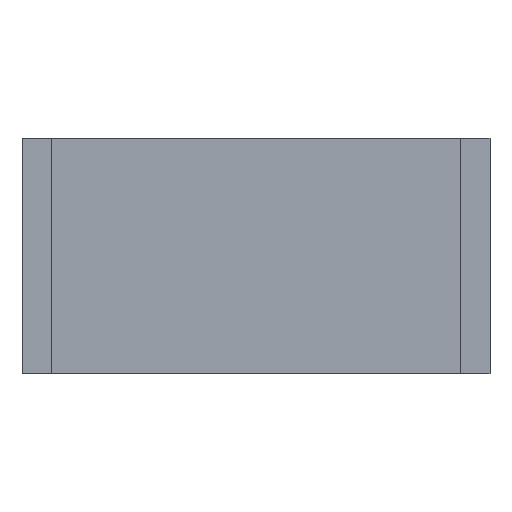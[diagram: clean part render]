
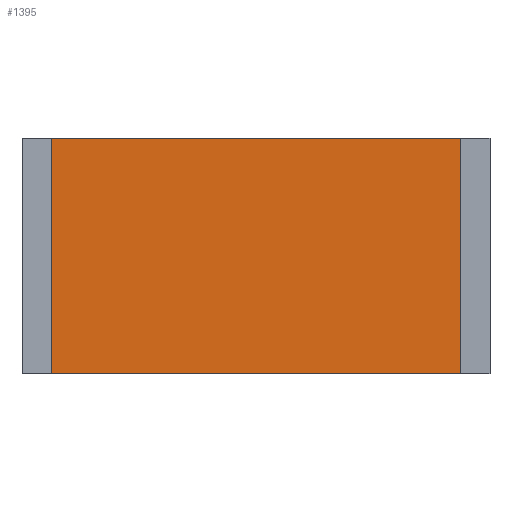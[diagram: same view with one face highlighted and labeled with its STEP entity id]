
A CAD part, top view. The second image highlights one B-rep face of the part: STEP entity #1395.
In plain terms, the highlighted planar face has unit normal (0, 0, 1).
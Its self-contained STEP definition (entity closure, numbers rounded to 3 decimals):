
#1081 = VERTEX_POINT('',#1082);
#1082 = CARTESIAN_POINT('',(0.,0.,0.065));
#1089 = PLANE('',#1090);
#1090 = AXIS2_PLACEMENT_3D('',#1091,#1092,#1093);
#1091 = CARTESIAN_POINT('',(0.,0.,0.));
#1092 = DIRECTION('',(1.,0.,-0.));
#1093 = DIRECTION('',(0.,0.,1.));
#1101 = PLANE('',#1102);
#1102 = AXIS2_PLACEMENT_3D('',#1103,#1104,#1105);
#1103 = CARTESIAN_POINT('',(0.,0.,0.));
#1104 = DIRECTION('',(-0.,1.,0.));
#1105 = DIRECTION('',(0.,0.,1.));
#1142 = VERTEX_POINT('',#1143);
#1143 = CARTESIAN_POINT('',(0.,3.25,0.065));
#1157 = PLANE('',#1158);
#1158 = AXIS2_PLACEMENT_3D('',#1159,#1160,#1161);
#1159 = CARTESIAN_POINT('',(0.,3.25,0.));
#1160 = DIRECTION('',(-0.,1.,0.));
#1161 = DIRECTION('',(0.,0.,1.));
#1169 = EDGE_CURVE('',#1081,#1142,#1170,.T.);
#1170 = SURFACE_CURVE('',#1171,(#1175,#1182),.PCURVE_S1.);
#1171 = LINE('',#1172,#1173);
#1172 = CARTESIAN_POINT('',(0.,0.,0.065));
#1173 = VECTOR('',#1174,1.);
#1174 = DIRECTION('',(-0.,1.,0.));
#1175 = PCURVE('',#1089,#1176);
#1176 = DEFINITIONAL_REPRESENTATION('',(#1177),#1181);
#1177 = LINE('',#1178,#1179);
#1178 = CARTESIAN_POINT('',(0.065,0.));
#1179 = VECTOR('',#1180,1.);
#1180 = DIRECTION('',(0.,-1.));
#1181 = ( GEOMETRIC_REPRESENTATION_CONTEXT(2) 
PARAMETRIC_REPRESENTATION_CONTEXT() REPRESENTATION_CONTEXT('2D SPACE',''
  ) );
#1182 = PCURVE('',#1183,#1188);
#1183 = PLANE('',#1184);
#1184 = AXIS2_PLACEMENT_3D('',#1185,#1186,#1187);
#1185 = CARTESIAN_POINT('',(0.,0.,0.065));
#1186 = DIRECTION('',(0.,0.,1.));
#1187 = DIRECTION('',(1.,0.,-0.));
#1188 = DEFINITIONAL_REPRESENTATION('',(#1189),#1193);
#1189 = LINE('',#1190,#1191);
#1190 = CARTESIAN_POINT('',(0.,0.));
#1191 = VECTOR('',#1192,1.);
#1192 = DIRECTION('',(0.,1.));
#1193 = ( GEOMETRIC_REPRESENTATION_CONTEXT(2) 
PARAMETRIC_REPRESENTATION_CONTEXT() REPRESENTATION_CONTEXT('2D SPACE',''
  ) );
#1201 = VERTEX_POINT('',#1202);
#1202 = CARTESIAN_POINT('',(5.65,0.,0.065));
#1209 = PLANE('',#1210);
#1210 = AXIS2_PLACEMENT_3D('',#1211,#1212,#1213);
#1211 = CARTESIAN_POINT('',(5.65,0.,0.));
#1212 = DIRECTION('',(1.,0.,-0.));
#1213 = DIRECTION('',(0.,0.,1.));
#1252 = VERTEX_POINT('',#1253);
#1253 = CARTESIAN_POINT('',(5.65,3.25,0.065));
#1274 = EDGE_CURVE('',#1201,#1252,#1275,.T.);
#1275 = SURFACE_CURVE('',#1276,(#1280,#1287),.PCURVE_S1.);
#1276 = LINE('',#1277,#1278);
#1277 = CARTESIAN_POINT('',(5.65,0.,0.065));
#1278 = VECTOR('',#1279,1.);
#1279 = DIRECTION('',(-0.,1.,0.));
#1280 = PCURVE('',#1209,#1281);
#1281 = DEFINITIONAL_REPRESENTATION('',(#1282),#1286);
#1282 = LINE('',#1283,#1284);
#1283 = CARTESIAN_POINT('',(0.065,0.));
#1284 = VECTOR('',#1285,1.);
#1285 = DIRECTION('',(0.,-1.));
#1286 = ( GEOMETRIC_REPRESENTATION_CONTEXT(2) 
PARAMETRIC_REPRESENTATION_CONTEXT() REPRESENTATION_CONTEXT('2D SPACE',''
  ) );
#1287 = PCURVE('',#1183,#1288);
#1288 = DEFINITIONAL_REPRESENTATION('',(#1289),#1293);
#1289 = LINE('',#1290,#1291);
#1290 = CARTESIAN_POINT('',(5.65,0.));
#1291 = VECTOR('',#1292,1.);
#1292 = DIRECTION('',(0.,1.));
#1293 = ( GEOMETRIC_REPRESENTATION_CONTEXT(2) 
PARAMETRIC_REPRESENTATION_CONTEXT() REPRESENTATION_CONTEXT('2D SPACE',''
  ) );
#1320 = EDGE_CURVE('',#1081,#1201,#1321,.T.);
#1321 = SURFACE_CURVE('',#1322,(#1326,#1333),.PCURVE_S1.);
#1322 = LINE('',#1323,#1324);
#1323 = CARTESIAN_POINT('',(0.,0.,0.065));
#1324 = VECTOR('',#1325,1.);
#1325 = DIRECTION('',(1.,0.,-0.));
#1326 = PCURVE('',#1101,#1327);
#1327 = DEFINITIONAL_REPRESENTATION('',(#1328),#1332);
#1328 = LINE('',#1329,#1330);
#1329 = CARTESIAN_POINT('',(0.065,0.));
#1330 = VECTOR('',#1331,1.);
#1331 = DIRECTION('',(0.,1.));
#1332 = ( GEOMETRIC_REPRESENTATION_CONTEXT(2) 
PARAMETRIC_REPRESENTATION_CONTEXT() REPRESENTATION_CONTEXT('2D SPACE',''
  ) );
#1333 = PCURVE('',#1183,#1334);
#1334 = DEFINITIONAL_REPRESENTATION('',(#1335),#1339);
#1335 = LINE('',#1336,#1337);
#1336 = CARTESIAN_POINT('',(0.,0.));
#1337 = VECTOR('',#1338,1.);
#1338 = DIRECTION('',(1.,0.));
#1339 = ( GEOMETRIC_REPRESENTATION_CONTEXT(2) 
PARAMETRIC_REPRESENTATION_CONTEXT() REPRESENTATION_CONTEXT('2D SPACE',''
  ) );
#1367 = EDGE_CURVE('',#1142,#1252,#1368,.T.);
#1368 = SURFACE_CURVE('',#1369,(#1373,#1380),.PCURVE_S1.);
#1369 = LINE('',#1370,#1371);
#1370 = CARTESIAN_POINT('',(0.,3.25,0.065));
#1371 = VECTOR('',#1372,1.);
#1372 = DIRECTION('',(1.,0.,-0.));
#1373 = PCURVE('',#1157,#1374);
#1374 = DEFINITIONAL_REPRESENTATION('',(#1375),#1379);
#1375 = LINE('',#1376,#1377);
#1376 = CARTESIAN_POINT('',(0.065,0.));
#1377 = VECTOR('',#1378,1.);
#1378 = DIRECTION('',(0.,1.));
#1379 = ( GEOMETRIC_REPRESENTATION_CONTEXT(2) 
PARAMETRIC_REPRESENTATION_CONTEXT() REPRESENTATION_CONTEXT('2D SPACE',''
  ) );
#1380 = PCURVE('',#1183,#1381);
#1381 = DEFINITIONAL_REPRESENTATION('',(#1382),#1386);
#1382 = LINE('',#1383,#1384);
#1383 = CARTESIAN_POINT('',(0.,3.25));
#1384 = VECTOR('',#1385,1.);
#1385 = DIRECTION('',(1.,0.));
#1386 = ( GEOMETRIC_REPRESENTATION_CONTEXT(2) 
PARAMETRIC_REPRESENTATION_CONTEXT() REPRESENTATION_CONTEXT('2D SPACE',''
  ) );
#1395 = ADVANCED_FACE('',(#1396),#1183,.T.);
#1396 = FACE_BOUND('',#1397,.T.);
#1397 = EDGE_LOOP('',(#1398,#1399,#1400,#1401));
#1398 = ORIENTED_EDGE('',*,*,#1169,.F.);
#1399 = ORIENTED_EDGE('',*,*,#1320,.T.);
#1400 = ORIENTED_EDGE('',*,*,#1274,.T.);
#1401 = ORIENTED_EDGE('',*,*,#1367,.F.);
